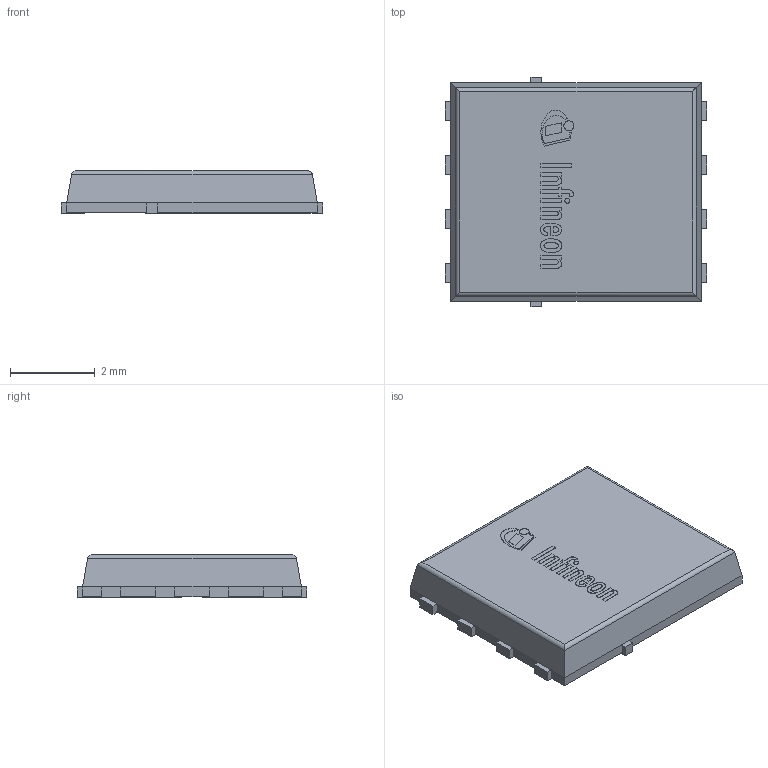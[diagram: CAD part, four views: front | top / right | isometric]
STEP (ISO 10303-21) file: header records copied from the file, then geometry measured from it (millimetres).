
FILE_DESCRIPTION(/* description */ (''),/* implementation_level */ '2;1');
FILE_NAME(/* name */ 'PG-TDSON-8-4_Z8B00003246_V05_3D.stp',/* time_stamp */ '2024-06-14T18:44:56+05:30',/* author */ ('sivamani'),/* organization */ (''),/* preprocessor_version */ 'ST-DEVELOPER v19.2',/* originating_system */ 'AutoCAD Mechanical',/* authorisation */ '');
FILE_SCHEMA (('AUTOMOTIVE_DESIGN { 1 0 10303 214 3 1 1 }'));
Length unit declared in the file: millimetre
Products named in the file (1): Product
Bounding box: 6.15 x 5.39 x 1.01 mm (x, y, z)
Volume: 32.6 mm3; surface area: 182 mm2
Topology: 20 solids, 20 shells, 309 faces, 803 edges, 534 vertices
Faces by surface type: plane 177, cylinder 132
Full cylindrical faces by diameter (mm): 0.114 x1, 0.234 x1
Entity records: 9533 total; most frequent: DIRECTION 1683, CARTESIAN_POINT 1647, ORIENTED_EDGE 1606, EDGE_CURVE 803, AXIS2_PLACEMENT_3D 570, LINE 543, VECTOR 543, VERTEX_POINT 534
